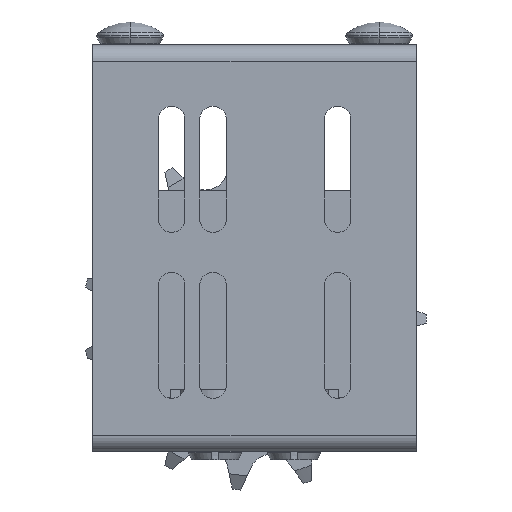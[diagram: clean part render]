
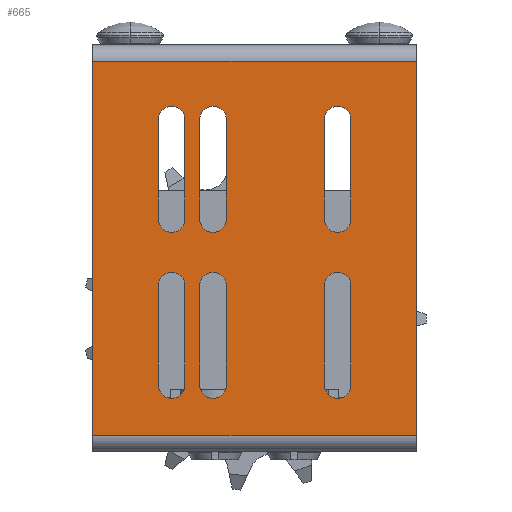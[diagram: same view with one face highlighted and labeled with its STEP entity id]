
A CAD part, left-side view. The second image highlights one B-rep face of the part: STEP entity #665.
In plain terms, the highlighted planar face has unit normal (-1, 0, 0).
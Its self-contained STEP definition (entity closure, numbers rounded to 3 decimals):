
#665=ADVANCED_FACE('',(#1836,#1837,#1838,#1839,#1840,#1841,#1842),#1843,.T.);
#1836=FACE_BOUND('',#3588,.T.);
#1837=FACE_BOUND('',#3589,.T.);
#1838=FACE_BOUND('',#3590,.T.);
#1839=FACE_BOUND('',#3591,.T.);
#1840=FACE_BOUND('',#3592,.T.);
#1841=FACE_BOUND('',#3593,.T.);
#1842=FACE_OUTER_BOUND('',#3594,.T.);
#1843=PLANE('',#3595);
#3588=EDGE_LOOP('',(#5582,#5583,#5584,#5585));
#3589=EDGE_LOOP('',(#5586,#5587,#5588,#5589));
#3590=EDGE_LOOP('',(#5590,#5591,#5592,#5593));
#3591=EDGE_LOOP('',(#5594,#5595,#5596,#5597));
#3592=EDGE_LOOP('',(#5598,#5599,#5600,#5601));
#3593=EDGE_LOOP('',(#5602,#5603,#5604,#5605));
#3594=EDGE_LOOP('',(#5606,#5607,#5608,#5609));
#3595=AXIS2_PLACEMENT_3D('',#5610,#5611,#5612);
#5582=ORIENTED_EDGE('',*,*,#10215,.T.);
#5583=ORIENTED_EDGE('',*,*,#10341,.T.);
#5584=ORIENTED_EDGE('',*,*,#10220,.T.);
#5585=ORIENTED_EDGE('',*,*,#10342,.T.);
#5586=ORIENTED_EDGE('',*,*,#10225,.T.);
#5587=ORIENTED_EDGE('',*,*,#10343,.T.);
#5588=ORIENTED_EDGE('',*,*,#10230,.T.);
#5589=ORIENTED_EDGE('',*,*,#10344,.T.);
#5590=ORIENTED_EDGE('',*,*,#10235,.T.);
#5591=ORIENTED_EDGE('',*,*,#10345,.T.);
#5592=ORIENTED_EDGE('',*,*,#10240,.T.);
#5593=ORIENTED_EDGE('',*,*,#10346,.T.);
#5594=ORIENTED_EDGE('',*,*,#10245,.T.);
#5595=ORIENTED_EDGE('',*,*,#10347,.T.);
#5596=ORIENTED_EDGE('',*,*,#10250,.T.);
#5597=ORIENTED_EDGE('',*,*,#10348,.T.);
#5598=ORIENTED_EDGE('',*,*,#10255,.T.);
#5599=ORIENTED_EDGE('',*,*,#10349,.T.);
#5600=ORIENTED_EDGE('',*,*,#10260,.T.);
#5601=ORIENTED_EDGE('',*,*,#10350,.T.);
#5602=ORIENTED_EDGE('',*,*,#10265,.T.);
#5603=ORIENTED_EDGE('',*,*,#10351,.T.);
#5604=ORIENTED_EDGE('',*,*,#10270,.T.);
#5605=ORIENTED_EDGE('',*,*,#10352,.T.);
#5606=ORIENTED_EDGE('',*,*,#10287,.T.);
#5607=ORIENTED_EDGE('',*,*,#10339,.F.);
#5608=ORIENTED_EDGE('',*,*,#10353,.F.);
#5609=ORIENTED_EDGE('',*,*,#10354,.T.);
#5610=CARTESIAN_POINT('',(0.0,39.0,49.));
#5611=DIRECTION('',(-1.0,0.0,0.0));
#5612=DIRECTION('',(0.0,0.0,-1.0));
#10215=EDGE_CURVE('',#12196,#12193,#12197,.T.);
#10220=EDGE_CURVE('',#12205,#12202,#12206,.T.);
#10225=EDGE_CURVE('',#12214,#12211,#12215,.T.);
#10230=EDGE_CURVE('',#12223,#12220,#12224,.T.);
#10235=EDGE_CURVE('',#12232,#12229,#12233,.T.);
#10240=EDGE_CURVE('',#12241,#12238,#12242,.T.);
#10245=EDGE_CURVE('',#12250,#12247,#12251,.T.);
#10250=EDGE_CURVE('',#12259,#12256,#12260,.T.);
#10255=EDGE_CURVE('',#12268,#12265,#12269,.T.);
#10260=EDGE_CURVE('',#12277,#12274,#12278,.T.);
#10265=EDGE_CURVE('',#12286,#12283,#12287,.T.);
#10270=EDGE_CURVE('',#12295,#12292,#12296,.T.);
#10287=EDGE_CURVE('',#12326,#12324,#12327,.T.);
#10339=EDGE_CURVE('',#12401,#12324,#12403,.T.);
#10341=EDGE_CURVE('',#12193,#12205,#12405,.T.);
#10342=EDGE_CURVE('',#12202,#12196,#12406,.T.);
#10343=EDGE_CURVE('',#12211,#12223,#12407,.T.);
#10344=EDGE_CURVE('',#12220,#12214,#12408,.T.);
#10345=EDGE_CURVE('',#12229,#12241,#12409,.T.);
#10346=EDGE_CURVE('',#12238,#12232,#12410,.T.);
#10347=EDGE_CURVE('',#12247,#12259,#12411,.T.);
#10348=EDGE_CURVE('',#12256,#12250,#12412,.T.);
#10349=EDGE_CURVE('',#12265,#12277,#12413,.T.);
#10350=EDGE_CURVE('',#12274,#12268,#12414,.T.);
#10351=EDGE_CURVE('',#12283,#12295,#12415,.T.);
#10352=EDGE_CURVE('',#12292,#12286,#12416,.T.);
#10353=EDGE_CURVE('',#12417,#12401,#12418,.T.);
#10354=EDGE_CURVE('',#12417,#12326,#12419,.T.);
#12193=VERTEX_POINT('',#15024);
#12196=VERTEX_POINT('',#15028);
#12197=CIRCLE('',#15029,3.2);
#12202=VERTEX_POINT('',#15035);
#12205=VERTEX_POINT('',#15039);
#12206=CIRCLE('',#15040,3.2);
#12211=VERTEX_POINT('',#15046);
#12214=VERTEX_POINT('',#15050);
#12215=CIRCLE('',#15051,3.2);
#12220=VERTEX_POINT('',#15057);
#12223=VERTEX_POINT('',#15061);
#12224=CIRCLE('',#15062,3.2);
#12229=VERTEX_POINT('',#15068);
#12232=VERTEX_POINT('',#15072);
#12233=CIRCLE('',#15073,3.2);
#12238=VERTEX_POINT('',#15079);
#12241=VERTEX_POINT('',#15083);
#12242=CIRCLE('',#15084,3.2);
#12247=VERTEX_POINT('',#15090);
#12250=VERTEX_POINT('',#15094);
#12251=CIRCLE('',#15095,3.2);
#12256=VERTEX_POINT('',#15101);
#12259=VERTEX_POINT('',#15105);
#12260=CIRCLE('',#15106,3.2);
#12265=VERTEX_POINT('',#15112);
#12268=VERTEX_POINT('',#15116);
#12269=CIRCLE('',#15117,3.2);
#12274=VERTEX_POINT('',#15123);
#12277=VERTEX_POINT('',#15127);
#12278=CIRCLE('',#15128,3.2);
#12283=VERTEX_POINT('',#15134);
#12286=VERTEX_POINT('',#15138);
#12287=CIRCLE('',#15139,3.2);
#12292=VERTEX_POINT('',#15145);
#12295=VERTEX_POINT('',#15149);
#12296=CIRCLE('',#15150,3.2);
#12324=VERTEX_POINT('',#15185);
#12326=VERTEX_POINT('',#15187);
#12327=LINE('',#15188,#15189);
#12401=VERTEX_POINT('',#15297);
#12403=LINE('',#15299,#15300);
#12405=LINE('',#15302,#15303);
#12406=LINE('',#15304,#15305);
#12407=LINE('',#15306,#15307);
#12408=LINE('',#15308,#15309);
#12409=LINE('',#15310,#15311);
#12410=LINE('',#15312,#15313);
#12411=LINE('',#15314,#15315);
#12412=LINE('',#15316,#15317);
#12413=LINE('',#15318,#15319);
#12414=LINE('',#15320,#15321);
#12415=LINE('',#15322,#15323);
#12416=LINE('',#15324,#15325);
#12417=VERTEX_POINT('',#15326);
#12418=LINE('',#15327,#15328);
#12419=LINE('',#15329,#15330);
#15024=CARTESIAN_POINT('',(0.0,16.8,40.));
#15028=CARTESIAN_POINT('',(0.0,23.2,40.));
#15029=AXIS2_PLACEMENT_3D('',#19287,#19288,#19289);
#15035=CARTESIAN_POINT('',(0.0,23.2,16.));
#15039=CARTESIAN_POINT('',(0.0,16.8,16.));
#15040=AXIS2_PLACEMENT_3D('',#19295,#19296,#19297);
#15046=CARTESIAN_POINT('',(0.0,16.8,80.));
#15050=CARTESIAN_POINT('',(0.0,23.2,80.));
#15051=AXIS2_PLACEMENT_3D('',#19303,#19304,#19305);
#15057=CARTESIAN_POINT('',(0.0,23.2,56.));
#15061=CARTESIAN_POINT('',(0.0,16.8,56.));
#15062=AXIS2_PLACEMENT_3D('',#19311,#19312,#19313);
#15068=CARTESIAN_POINT('',(0.0,-23.2,40.));
#15072=CARTESIAN_POINT('',(0.0,-16.8,40.));
#15073=AXIS2_PLACEMENT_3D('',#19319,#19320,#19321);
#15079=CARTESIAN_POINT('',(0.0,-16.8,16.));
#15083=CARTESIAN_POINT('',(0.0,-23.2,16.));
#15084=AXIS2_PLACEMENT_3D('',#19327,#19328,#19329);
#15090=CARTESIAN_POINT('',(0.0,-23.2,80.));
#15094=CARTESIAN_POINT('',(0.0,-16.8,80.));
#15095=AXIS2_PLACEMENT_3D('',#19335,#19336,#19337);
#15101=CARTESIAN_POINT('',(0.0,-16.8,56.));
#15105=CARTESIAN_POINT('',(0.0,-23.2,56.));
#15106=AXIS2_PLACEMENT_3D('',#19343,#19344,#19345);
#15112=CARTESIAN_POINT('',(0.0,6.8,40.));
#15116=CARTESIAN_POINT('',(0.0,13.2,40.));
#15117=AXIS2_PLACEMENT_3D('',#19351,#19352,#19353);
#15123=CARTESIAN_POINT('',(0.0,13.2,16.));
#15127=CARTESIAN_POINT('',(0.0,6.8,16.));
#15128=AXIS2_PLACEMENT_3D('',#19359,#19360,#19361);
#15134=CARTESIAN_POINT('',(0.0,6.8,80.));
#15138=CARTESIAN_POINT('',(0.0,13.2,80.));
#15139=AXIS2_PLACEMENT_3D('',#19367,#19368,#19369);
#15145=CARTESIAN_POINT('',(0.0,13.2,56.));
#15149=CARTESIAN_POINT('',(0.0,6.8,56.));
#15150=AXIS2_PLACEMENT_3D('',#19375,#19376,#19377);
#15185=CARTESIAN_POINT('',(0.0,-39.0,94.08));
#15187=CARTESIAN_POINT('',(0.,-39.0,3.92));
#15188=CARTESIAN_POINT('',(0.0,-39.0,3.92));
#15189=VECTOR('',#19403,1.0);
#15297=CARTESIAN_POINT('',(0.0,39.0,94.08));
#15299=CARTESIAN_POINT('',(0.0,39.0,94.08));
#15300=VECTOR('',#19468,1.0);
#15302=CARTESIAN_POINT('',(0.0,16.8,41.5));
#15303=VECTOR('',#19469,1.0);
#15304=CARTESIAN_POINT('',(0.0,23.2,38.5));
#15305=VECTOR('',#19470,1.0);
#15306=CARTESIAN_POINT('',(0.0,16.8,61.5));
#15307=VECTOR('',#19471,1.0);
#15308=CARTESIAN_POINT('',(0.0,23.2,58.5));
#15309=VECTOR('',#19472,1.0);
#15310=CARTESIAN_POINT('',(0.0,-23.2,41.5));
#15311=VECTOR('',#19473,1.0);
#15312=CARTESIAN_POINT('',(0.0,-16.8,38.5));
#15313=VECTOR('',#19474,1.0);
#15314=CARTESIAN_POINT('',(0.0,-23.2,61.5));
#15315=VECTOR('',#19475,1.0);
#15316=CARTESIAN_POINT('',(0.0,-16.8,58.5));
#15317=VECTOR('',#19476,1.0);
#15318=CARTESIAN_POINT('',(0.0,6.8,41.5));
#15319=VECTOR('',#19477,1.0);
#15320=CARTESIAN_POINT('',(0.0,13.2,38.5));
#15321=VECTOR('',#19478,1.0);
#15322=CARTESIAN_POINT('',(0.0,6.8,61.5));
#15323=VECTOR('',#19479,1.0);
#15324=CARTESIAN_POINT('',(0.0,13.2,58.5));
#15325=VECTOR('',#19480,1.0);
#15326=CARTESIAN_POINT('',(0.,39.0,3.92));
#15327=CARTESIAN_POINT('',(0.0,39.0,3.92));
#15328=VECTOR('',#19481,1.0);
#15329=CARTESIAN_POINT('',(0.,39.0,3.92));
#15330=VECTOR('',#19482,1.0);
#19287=CARTESIAN_POINT('',(0.0,20.0,40.));
#19288=DIRECTION('',(1.0,-0.0,0.0));
#19289=DIRECTION('',(0.0,1.,0.));
#19295=CARTESIAN_POINT('',(0.0,20.0,16.));
#19296=DIRECTION('',(1.0,0.0,-0.0));
#19297=DIRECTION('',(0.0,-1.,0.));
#19303=CARTESIAN_POINT('',(0.0,20.0,80.));
#19304=DIRECTION('',(1.0,-0.0,0.0));
#19305=DIRECTION('',(0.0,1.,0.));
#19311=CARTESIAN_POINT('',(0.0,20.0,56.));
#19312=DIRECTION('',(1.0,0.0,-0.0));
#19313=DIRECTION('',(0.0,-1.,0.));
#19319=CARTESIAN_POINT('',(0.0,-20.0,40.));
#19320=DIRECTION('',(1.0,-0.0,0.0));
#19321=DIRECTION('',(0.0,1.,0.));
#19327=CARTESIAN_POINT('',(0.0,-20.0,16.));
#19328=DIRECTION('',(1.0,0.0,-0.0));
#19329=DIRECTION('',(0.0,-1.,0.));
#19335=CARTESIAN_POINT('',(0.0,-20.0,80.));
#19336=DIRECTION('',(1.0,-0.0,0.0));
#19337=DIRECTION('',(0.0,1.,0.));
#19343=CARTESIAN_POINT('',(0.0,-20.0,56.));
#19344=DIRECTION('',(1.0,0.0,-0.0));
#19345=DIRECTION('',(0.0,-1.,0.));
#19351=CARTESIAN_POINT('',(0.0,10.0,40.));
#19352=DIRECTION('',(1.0,-0.0,0.0));
#19353=DIRECTION('',(0.0,1.,0.));
#19359=CARTESIAN_POINT('',(0.0,10.0,16.));
#19360=DIRECTION('',(1.0,0.0,-0.0));
#19361=DIRECTION('',(0.0,-1.,0.));
#19367=CARTESIAN_POINT('',(0.0,10.0,80.));
#19368=DIRECTION('',(1.0,-0.0,0.0));
#19369=DIRECTION('',(0.0,1.,0.));
#19375=CARTESIAN_POINT('',(0.0,10.0,56.));
#19376=DIRECTION('',(1.0,0.0,-0.0));
#19377=DIRECTION('',(0.0,-1.,0.));
#19403=DIRECTION('',(0.0,0.0,1.0));
#19468=DIRECTION('',(0.0,-1.0,0.0));
#19469=DIRECTION('',(-0.0,-0.0,-1.0));
#19470=DIRECTION('',(0.0,-0.0,1.0));
#19471=DIRECTION('',(-0.0,-0.0,-1.0));
#19472=DIRECTION('',(0.0,-0.0,1.0));
#19473=DIRECTION('',(-0.0,-0.0,-1.0));
#19474=DIRECTION('',(0.0,-0.0,1.0));
#19475=DIRECTION('',(-0.0,-0.0,-1.0));
#19476=DIRECTION('',(0.0,-0.0,1.0));
#19477=DIRECTION('',(-0.0,-0.0,-1.0));
#19478=DIRECTION('',(0.0,-0.0,1.0));
#19479=DIRECTION('',(-0.0,-0.0,-1.0));
#19480=DIRECTION('',(0.0,-0.0,1.0));
#19481=DIRECTION('',(0.0,0.0,1.0));
#19482=DIRECTION('',(0.0,-1.0,0.0));
